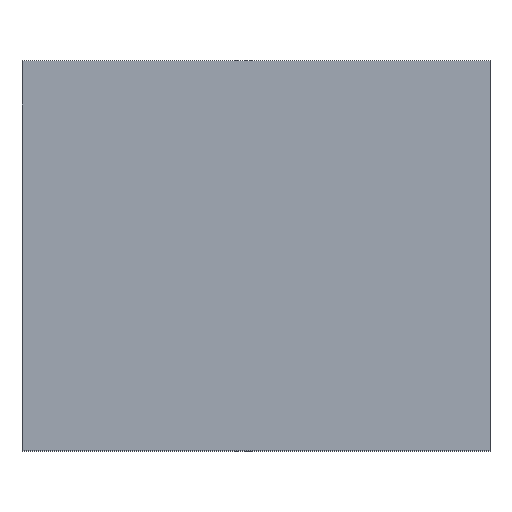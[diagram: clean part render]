
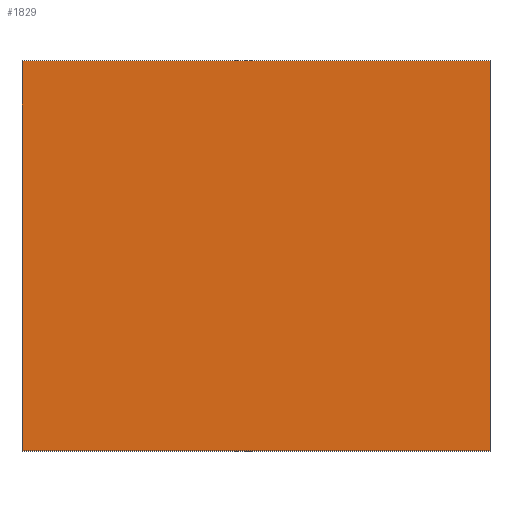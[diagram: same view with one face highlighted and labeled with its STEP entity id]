
A CAD part, top view. The second image highlights one B-rep face of the part: STEP entity #1829.
In plain terms, the highlighted planar face has unit normal (0, 0, 1).
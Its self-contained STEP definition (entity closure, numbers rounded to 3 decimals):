
#1829=ADVANCED_FACE('',(#1830),#1864,.T.);
#1830=FACE_BOUND('',#1831,.T.);
#1831=EDGE_LOOP('',(#1832,#1842,#1850,#1858));
#1832=ORIENTED_EDGE('',*,*,#1833,.T.);
#1833=EDGE_CURVE('',#1834,#1836,#1838,.T.);
#1834=VERTEX_POINT('',#1835);
#1835=CARTESIAN_POINT('',(-1.5,-1.25,0.83));
#1836=VERTEX_POINT('',#1837);
#1837=CARTESIAN_POINT('',(1.5,-1.25,0.83));
#1838=LINE('',#1839,#1840);
#1839=CARTESIAN_POINT('',(-1.5,-1.25,0.83));
#1840=VECTOR('',#1841,1.0);
#1841=DIRECTION('',(1.0,0.0,0.0));
#1842=ORIENTED_EDGE('',*,*,#1843,.T.);
#1843=EDGE_CURVE('',#1836,#1844,#1846,.T.);
#1844=VERTEX_POINT('',#1845);
#1845=CARTESIAN_POINT('',(1.5,1.25,0.83));
#1846=LINE('',#1847,#1848);
#1847=CARTESIAN_POINT('',(1.5,-1.25,0.83));
#1848=VECTOR('',#1849,1.0);
#1849=DIRECTION('',(0.0,1.0,0.0));
#1850=ORIENTED_EDGE('',*,*,#1851,.T.);
#1851=EDGE_CURVE('',#1844,#1852,#1854,.T.);
#1852=VERTEX_POINT('',#1853);
#1853=CARTESIAN_POINT('',(-1.5,1.25,0.83));
#1854=LINE('',#1855,#1856);
#1855=CARTESIAN_POINT('',(1.5,1.25,0.83));
#1856=VECTOR('',#1857,1.0);
#1857=DIRECTION('',(-1.0,0.0,0.0));
#1858=ORIENTED_EDGE('',*,*,#1859,.T.);
#1859=EDGE_CURVE('',#1852,#1834,#1860,.T.);
#1860=LINE('',#1861,#1862);
#1861=CARTESIAN_POINT('',(-1.5,1.25,0.83));
#1862=VECTOR('',#1863,1.0);
#1863=DIRECTION('',(0.0,-1.0,0.0));
#1864=PLANE('',#1865);
#1865=AXIS2_PLACEMENT_3D('',#1866,#1867,#1868);
#1866=CARTESIAN_POINT('',(0.0,0.0,0.83));
#1867=DIRECTION('',(0.0,0.0,1.0));
#1868=DIRECTION('',(1.0,0.0,0.0));
